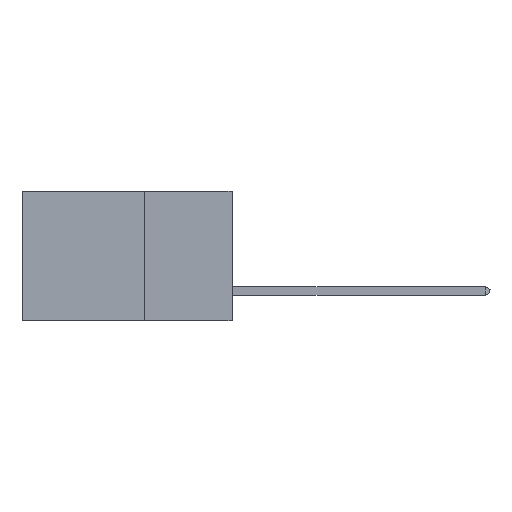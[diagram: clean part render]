
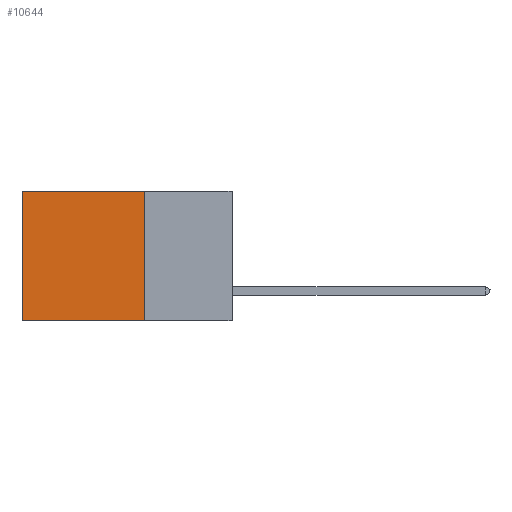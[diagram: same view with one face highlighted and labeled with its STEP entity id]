
A CAD part, left-side view. The second image highlights one B-rep face of the part: STEP entity #10644.
In plain terms, the highlighted planar face has unit normal (-1, 0, 0).
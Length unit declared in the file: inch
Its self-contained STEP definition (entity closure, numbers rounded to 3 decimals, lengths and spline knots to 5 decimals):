
#1060 = EDGE_CURVE ( 'NONE', #35292, #17194, #37903, .T. ) ;
#1443 = LINE ( 'NONE', #19523, #6946 ) ;
#3224 = DIRECTION ( 'NONE',  ( 0., 1., 0. ) ) ;
#4202 = CARTESIAN_POINT ( 'NONE',  ( 0.2875, 0.25, 0. ) ) ;
#4649 = DIRECTION ( 'NONE',  ( 0., 0., -1. ) ) ;
#6706 = EDGE_CURVE ( 'NONE', #7627, #36871, #30005, .T. ) ;
#6946 = VECTOR ( 'NONE', #26109, 39.37008 ) ;
#7434 = VECTOR ( 'NONE', #4649, 39.37008 ) ;
#7627 = VERTEX_POINT ( 'NONE', #27771 ) ;
#9479 = DIRECTION ( 'NONE',  ( 0., 1., 0. ) ) ;
#10644 = ADVANCED_FACE ( 'NONE', ( #22088 ), #41394, .F. ) ;
#10893 = VECTOR ( 'NONE', #9479, 39.37008 ) ;
#15070 = EDGE_CURVE ( 'NONE', #7627, #35292, #38165, .T. ) ;
#15965 = ORIENTED_EDGE ( 'NONE', *, *, #15070, .F. ) ;
#16274 = CARTESIAN_POINT ( 'NONE',  ( 0.2875, 0.25, -0.37 ) ) ;
#16350 = CARTESIAN_POINT ( 'NONE',  ( 0.2875, 0.25, 0. ) ) ;
#17194 = VERTEX_POINT ( 'NONE', #22380 ) ;
#17911 = EDGE_LOOP ( 'NONE', ( #28776, #34122, #15965, #31110 ) ) ;
#19523 = CARTESIAN_POINT ( 'NONE',  ( 0.2875, 0.6, 0. ) ) ;
#19825 = VECTOR ( 'NONE', #3224, 39.37008 ) ;
#22088 = FACE_OUTER_BOUND ( 'NONE', #17911, .T. ) ;
#22380 = CARTESIAN_POINT ( 'NONE',  ( 0.2875, 0.6, -0.37 ) ) ;
#25614 = EDGE_CURVE ( 'NONE', #36871, #17194, #1443, .T. ) ;
#26109 = DIRECTION ( 'NONE',  ( 0., 0., -1. ) ) ;
#27396 = CARTESIAN_POINT ( 'NONE',  ( 0.2875, 0.6, 0. ) ) ;
#27556 = DIRECTION ( 'NONE',  ( 1., 0., 0. ) ) ;
#27771 = CARTESIAN_POINT ( 'NONE',  ( 0.2875, 0.25, 0. ) ) ;
#28776 = ORIENTED_EDGE ( 'NONE', *, *, #25614, .T. ) ;
#30005 = LINE ( 'NONE', #16350, #19825 ) ;
#31110 = ORIENTED_EDGE ( 'NONE', *, *, #6706, .T. ) ;
#31641 = AXIS2_PLACEMENT_3D ( 'NONE', #34350, #27556, #41115 ) ;
#34122 = ORIENTED_EDGE ( 'NONE', *, *, #1060, .F. ) ;
#34350 = CARTESIAN_POINT ( 'NONE',  ( 0.2875, 0.25, 0. ) ) ;
#35292 = VERTEX_POINT ( 'NONE', #37492 ) ;
#36871 = VERTEX_POINT ( 'NONE', #27396 ) ;
#37492 = CARTESIAN_POINT ( 'NONE',  ( 0.2875, 0.25, -0.37 ) ) ;
#37903 = LINE ( 'NONE', #16274, #10893 ) ;
#38165 = LINE ( 'NONE', #4202, #7434 ) ;
#41115 = DIRECTION ( 'NONE',  ( 0., 0., -1. ) ) ;
#41394 = PLANE ( 'NONE',  #31641 ) ;
